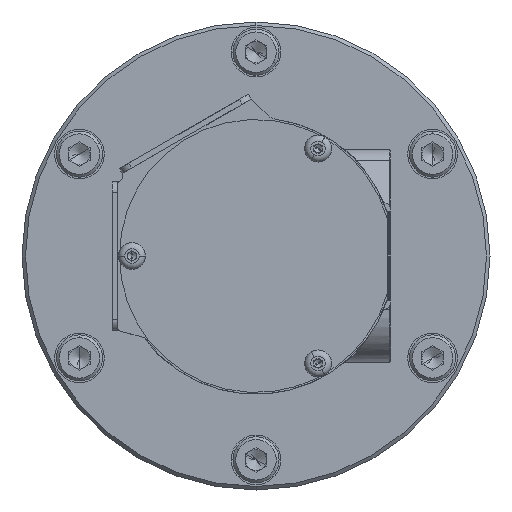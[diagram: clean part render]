
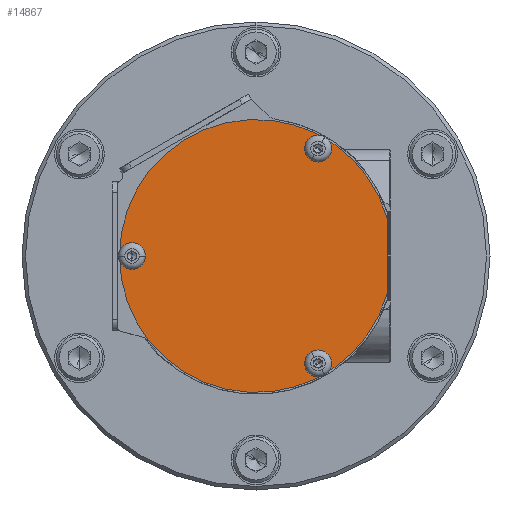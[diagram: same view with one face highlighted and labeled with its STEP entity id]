
A CAD part, left-side view. The second image highlights one B-rep face of the part: STEP entity #14867.
In plain terms, the highlighted face is planar.
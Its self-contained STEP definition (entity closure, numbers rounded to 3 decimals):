
#114 = CIRCLE ( 'NONE', #5445, 2.25 ) ;
#490 = FACE_OUTER_BOUND ( 'NONE', #7592, .T. ) ;
#825 = DIRECTION ( 'NONE',  ( 0., 0., 1. ) ) ;
#830 = CIRCLE ( 'NONE', #7585, 2.25 ) ;
#1181 = DIRECTION ( 'NONE',  ( 0., 0., 1. ) ) ;
#1319 = DIRECTION ( 'NONE',  ( 0., 1., 0. ) ) ;
#1330 = FACE_BOUND ( 'NONE', #4767, .T. ) ;
#1611 = CARTESIAN_POINT ( 'NONE',  ( -10.642, 0., 37. ) ) ;
#1785 = EDGE_CURVE ( 'NONE', #15012, #14494, #14922, .T. ) ;
#1956 = ORIENTED_EDGE ( 'NONE', *, *, #2335, .T. ) ;
#1975 = VERTEX_POINT ( 'NONE', #13010 ) ;
#2029 = DIRECTION ( 'NONE',  ( 0., 1., 0. ) ) ;
#2232 = AXIS2_PLACEMENT_3D ( 'NONE', #11260, #2029, #3424 ) ;
#2335 = EDGE_CURVE ( 'NONE', #3427, #15908, #16165, .T. ) ;
#2481 = CARTESIAN_POINT ( 'NONE',  ( 10.642, 0., 37. ) ) ;
#2488 = DIRECTION ( 'NONE',  ( 0., 1., 0. ) ) ;
#2574 = ORIENTED_EDGE ( 'NONE', *, *, #5350, .T. ) ;
#2785 = EDGE_LOOP ( 'NONE', ( #1956, #2574 ) ) ;
#3342 = AXIS2_PLACEMENT_3D ( 'NONE', #6076, #13989, #4728 ) ;
#3424 = DIRECTION ( 'NONE',  ( 0., 0., 1. ) ) ;
#3425 = ORIENTED_EDGE ( 'NONE', *, *, #15948, .F. ) ;
#3427 = VERTEX_POINT ( 'NONE', #14553 ) ;
#3481 = CIRCLE ( 'NONE', #5788, 2.25 ) ;
#4352 = EDGE_LOOP ( 'NONE', ( #15401, #14249 ) ) ;
#4545 = PLANE ( 'NONE',  #4905 ) ;
#4728 = DIRECTION ( 'NONE',  ( 0., 0., 1. ) ) ;
#4767 = EDGE_LOOP ( 'NONE', ( #10403, #10202 ) ) ;
#4905 = AXIS2_PLACEMENT_3D ( 'NONE', #5773, #13804, #5885 ) ;
#5350 = EDGE_CURVE ( 'NONE', #15908, #3427, #3481, .T. ) ;
#5445 = AXIS2_PLACEMENT_3D ( 'NONE', #17015, #9132, #1181 ) ;
#5591 = ORIENTED_EDGE ( 'NONE', *, *, #13669, .F. ) ;
#5622 = CIRCLE ( 'NONE', #11063, 38.5 ) ;
#5773 = CARTESIAN_POINT ( 'NONE',  ( 0., 0., 0. ) ) ;
#5788 = AXIS2_PLACEMENT_3D ( 'NONE', #7859, #17091, #9203 ) ;
#5885 = DIRECTION ( 'NONE',  ( 0., 0., 1. ) ) ;
#6076 = CARTESIAN_POINT ( 'NONE',  ( -30.309, 0., 17.501 ) ) ;
#6410 = CARTESIAN_POINT ( 'NONE',  ( 0., 0., -37.25 ) ) ;
#6610 = DIRECTION ( 'NONE',  ( 0., 1., 0. ) ) ;
#6922 = AXIS2_PLACEMENT_3D ( 'NONE', #14508, #6610, #15860 ) ;
#7110 = FACE_BOUND ( 'NONE', #2785, .T. ) ;
#7577 = VECTOR ( 'NONE', #9564, 1000. ) ;
#7585 = AXIS2_PLACEMENT_3D ( 'NONE', #16676, #8793, #825 ) ;
#7592 = EDGE_LOOP ( 'NONE', ( #12265, #5591, #3425 ) ) ;
#7859 = CARTESIAN_POINT ( 'NONE',  ( -30.309, 0., 17.501 ) ) ;
#8360 = EDGE_CURVE ( 'NONE', #14494, #15012, #14328, .T. ) ;
#8793 = DIRECTION ( 'NONE',  ( 0., 1., 0. ) ) ;
#9132 = DIRECTION ( 'NONE',  ( 0., 1., 0. ) ) ;
#9155 = VERTEX_POINT ( 'NONE', #15431 ) ;
#9203 = DIRECTION ( 'NONE',  ( 0., 0., 1. ) ) ;
#9271 = CARTESIAN_POINT ( 'NONE',  ( 0., 0., 0. ) ) ;
#9564 = DIRECTION ( 'NONE',  ( 1., 0., 0. ) ) ;
#10202 = ORIENTED_EDGE ( 'NONE', *, *, #12700, .T. ) ;
#10359 = CARTESIAN_POINT ( 'NONE',  ( -30.309, 0., 19.751 ) ) ;
#10403 = ORIENTED_EDGE ( 'NONE', *, *, #12834, .T. ) ;
#10406 = CIRCLE ( 'NONE', #12565, 38.5 ) ;
#10458 = CARTESIAN_POINT ( 'NONE',  ( 0., 0., 0. ) ) ;
#10514 = VERTEX_POINT ( 'NONE', #2481 ) ;
#10591 = DIRECTION ( 'NONE',  ( 0., 0., 1. ) ) ;
#10606 = CARTESIAN_POINT ( 'NONE',  ( -10.642, 0., 37. ) ) ;
#10660 = FACE_BOUND ( 'NONE', #4352, .T. ) ;
#10696 = LINE ( 'NONE', #1611, #7577 ) ;
#11063 = AXIS2_PLACEMENT_3D ( 'NONE', #9271, #1319, #10591 ) ;
#11260 = CARTESIAN_POINT ( 'NONE',  ( 30.312, 0., 17.499 ) ) ;
#11312 = CARTESIAN_POINT ( 'NONE',  ( 30.312, 0., 15.249 ) ) ;
#11624 = CARTESIAN_POINT ( 'NONE',  ( 30.312, 0., 19.749 ) ) ;
#11759 = DIRECTION ( 'NONE',  ( 0., 0., 1. ) ) ;
#12265 = ORIENTED_EDGE ( 'NONE', *, *, #16450, .F. ) ;
#12565 = AXIS2_PLACEMENT_3D ( 'NONE', #10458, #2488, #11759 ) ;
#12700 = EDGE_CURVE ( 'NONE', #9155, #15054, #830, .T. ) ;
#12834 = EDGE_CURVE ( 'NONE', #15054, #9155, #114, .T. ) ;
#13010 = CARTESIAN_POINT ( 'NONE',  ( 0., 0., -38.5 ) ) ;
#13669 = EDGE_CURVE ( 'NONE', #15125, #10514, #10696, .T. ) ;
#13804 = DIRECTION ( 'NONE',  ( 0., 1., 0. ) ) ;
#13989 = DIRECTION ( 'NONE',  ( 0., 1., 0. ) ) ;
#14249 = ORIENTED_EDGE ( 'NONE', *, *, #1785, .T. ) ;
#14328 = CIRCLE ( 'NONE', #6922, 2.25 ) ;
#14494 = VERTEX_POINT ( 'NONE', #11312 ) ;
#14508 = CARTESIAN_POINT ( 'NONE',  ( 30.312, 0., 17.499 ) ) ;
#14553 = CARTESIAN_POINT ( 'NONE',  ( -30.309, 0., 15.251 ) ) ;
#14867 = ADVANCED_FACE ( 'NONE', ( #10660, #490, #1330, #7110 ), #4545, .F. ) ;
#14922 = CIRCLE ( 'NONE', #2232, 2.25 ) ;
#15012 = VERTEX_POINT ( 'NONE', #11624 ) ;
#15054 = VERTEX_POINT ( 'NONE', #6410 ) ;
#15125 = VERTEX_POINT ( 'NONE', #10606 ) ;
#15401 = ORIENTED_EDGE ( 'NONE', *, *, #8360, .T. ) ;
#15431 = CARTESIAN_POINT ( 'NONE',  ( 0., 0., -32.75 ) ) ;
#15860 = DIRECTION ( 'NONE',  ( 0., 0., 1. ) ) ;
#15908 = VERTEX_POINT ( 'NONE', #10359 ) ;
#15948 = EDGE_CURVE ( 'NONE', #1975, #15125, #5622, .T. ) ;
#16165 = CIRCLE ( 'NONE', #3342, 2.25 ) ;
#16450 = EDGE_CURVE ( 'NONE', #10514, #1975, #10406, .T. ) ;
#16676 = CARTESIAN_POINT ( 'NONE',  ( 0., 0., -35. ) ) ;
#17015 = CARTESIAN_POINT ( 'NONE',  ( 0., 0., -35. ) ) ;
#17091 = DIRECTION ( 'NONE',  ( 0., 1., 0. ) ) ;
